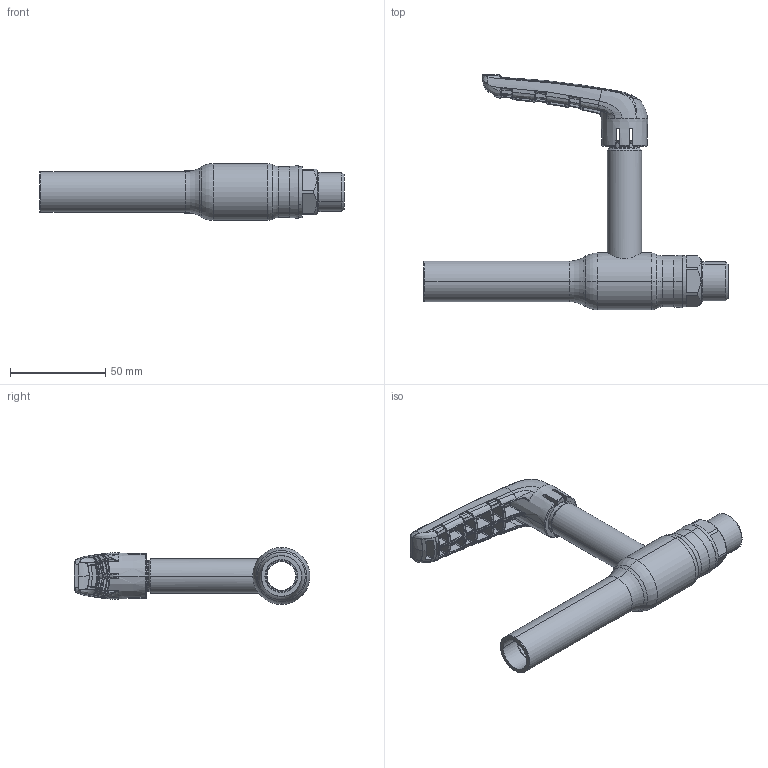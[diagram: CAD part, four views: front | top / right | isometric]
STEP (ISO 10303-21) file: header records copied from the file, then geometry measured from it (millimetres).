
FILE_DESCRIPTION (( 'STEP AP214' ), '1' );
FILE_NAME ('1015003701-2101.step', '2023-09-15T09:44:16', ( '' ), ( '' ), 'SwSTEP 2.0', 'SolidWorks 2021', '' );
FILE_SCHEMA (( 'AUTOMOTIVE_DESIGN' ));
Length unit declared in the file: millimetre
Products named in the file (1): 1015003701-2101
Bounding box: 160 x 124.08 x 30 mm (x, y, z)
Surface area: 31058.7 mm2 (no closed solid volume)
Topology: 0 solids, 7 shells, 724 faces, 2277 edges, 1445 vertices
Faces by surface type: bspline 579, plane 65, cylinder 32, cone 29, torus 19
Entity records: 63016 total; most frequent: CARTESIAN_POINT 40554, ORIENTED_EDGE 3727, EDGE_CURVE 2253, B_SPLINE_CURVE_WITH_KNOTS 1583, DIRECTION 1457, VERTEX_POINT 1445, EDGE_LOOP 747, UNCERTAINTY_MEASURE_WITH_UNIT 726
